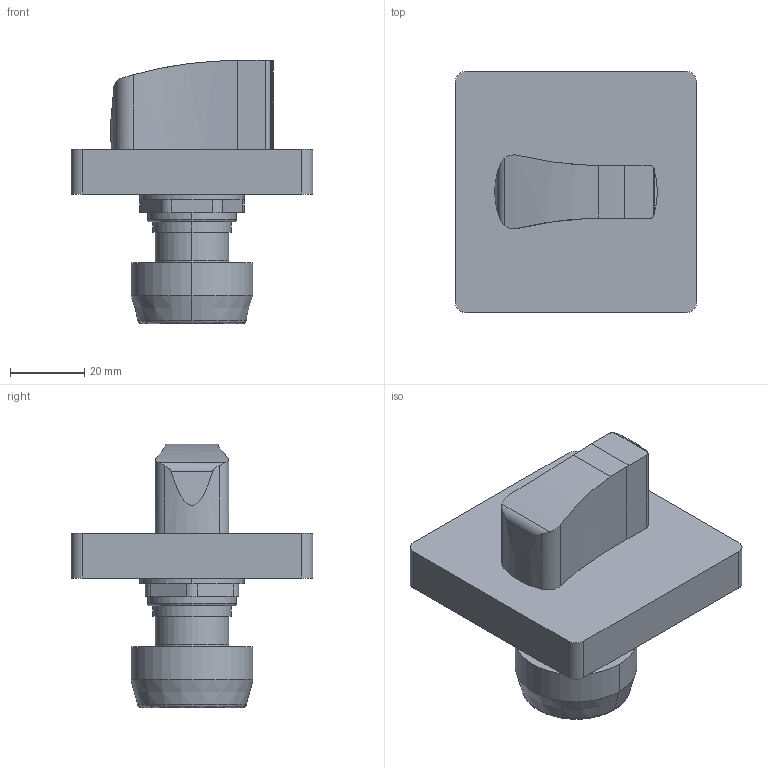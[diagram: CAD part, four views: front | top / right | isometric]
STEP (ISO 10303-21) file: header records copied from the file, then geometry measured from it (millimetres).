
FILE_DESCRIPTION((''),'2;1');
FILE_NAME('3d_GAX63B.stp','2012-10-03T10:59:31',(''),(''),'Mechanical Desktop 2011','Mechanical Desktop 2011',', , ');
FILE_SCHEMA(('CONFIG_CONTROL_DESIGN'));
Length unit declared in the file: millimetre
Products named in the file (1): Product
Bounding box: 65 x 65 x 70.92 mm (x, y, z)
Volume: 88139.7 mm3; surface area: 22290.9 mm2
Topology: 5 solids, 5 shells, 82 faces, 259 edges, 253 vertices
Faces by surface type: cylinder 41, plane 36, cone 2, torus 2, revolution 1
Entity records: 3057 total; most frequent: CARTESIAN_POINT 725, DIRECTION 528, ORIENTED_EDGE 390, AXIS2_PLACEMENT_3D 204, EDGE_CURVE 195, VERTEX_POINT 127, CIRCLE 121, VECTOR 119
